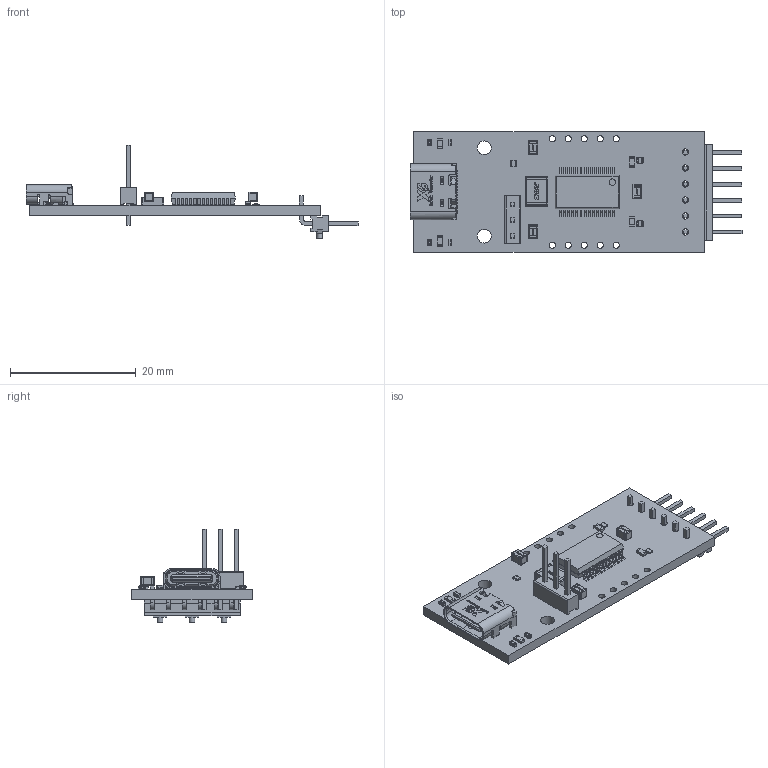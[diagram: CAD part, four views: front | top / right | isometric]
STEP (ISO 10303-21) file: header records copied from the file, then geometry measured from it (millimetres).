
FILE_DESCRIPTION(/* description */ ('','CAx-IF Rec.Pracs.---Representation and Presentation of Product Manufacturing Information (PMI)---4.0---2014-10-13'),/* implementation_level */ '2;1');
FILE_NAME(/* name */ 'FTDI UART FT232 USB board v7.step',/* time_stamp */ '2025-03-10T18:19:33Z',/* author */ (''),/* organization */ (''),/* preprocessor_version */ 'ST-DEVELOPER v20',/* originating_system */ 'Autodesk Translation Framework v13.20.0.188',/* authorisation */ '');
FILE_SCHEMA (('AP242_MANAGED_MODEL_BASED_3D_ENGINEERING_MIM_LF { 1 0 10303 442 1 1 4 }'));
Products named in the file (16): FTDI UART FT232 USB board; 1; FT232RL; xb-u50137r16ga042; 1_1; CCS0805_L2.2W1.45T1.4B0.5; CCS0805_L2.2W1.45T1.4B0.5_1; CCS1812_L4.8W3.5T1.55B0.6; Base_121; Termination_121; 1_2; CCS0805_L2.2W1.45T1.4B0.5_2; Base_22; Termination_22; 1_3; 70095401_1
Assembly tree (31 placements, depth 3):
  FTDI UART FT232 USB board
    1
    FT232RL
    xb-u50137r16ga042
    1_1
    1_2  x3
    CCS0805_L2.2W1.45T1.4B0.5
      Base_22
      Termination_22  x2
    CCS0805_L2.2W1.45T1.4B0.5_1
      Base_22
      Termination_22  x2
    CCS1812_L4.8W3.5T1.55B0.6
      Base_121
      Termination_121  x2
    1_3  x4
    CCS0805_L2.2W1.45T1.4B0.5_2
      Base_22
      Termination_22  x2
    70095401_1  x4
Bounding box: 52.77 x 19.11 x 14.89 mm (x, y, z)
Volume: 1855.4 mm3; surface area: 3527.2 mm2
Topology: 110 solids, 110 shells, 3799 faces, 10051 edges, 6288 vertices
Faces by surface type: plane 2615, cylinder 900, sphere 192, torus 64, cone 22, bspline 6
Full cylindrical faces by diameter (mm): 0.91 x3, 1 x19, 1.02 x2, 2.2 x2
Entity records: 78340 total; most frequent: CARTESIAN_POINT 14192, ORIENTED_EDGE 13412, DIRECTION 12838, EDGE_CURVE 6706, LINE 5492, VECTOR 5492, VERTEX_POINT 4354, AXIS2_PLACEMENT_3D 3673
